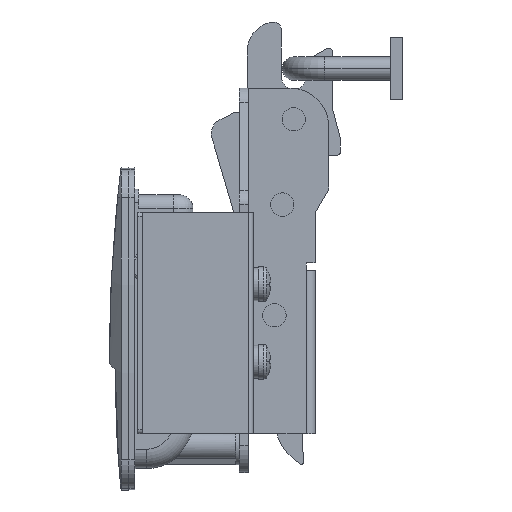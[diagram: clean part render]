
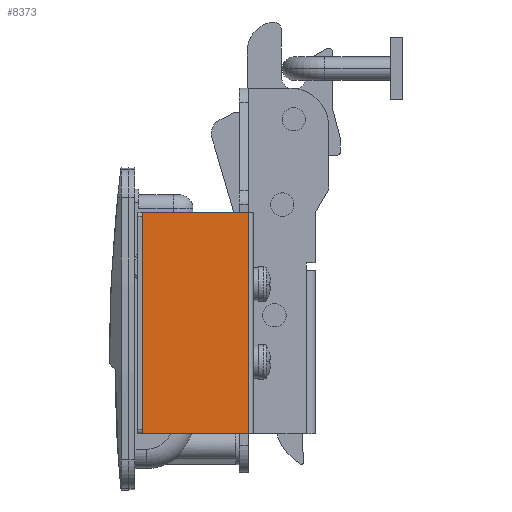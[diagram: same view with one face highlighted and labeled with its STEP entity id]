
A CAD part, left-side view. The second image highlights one B-rep face of the part: STEP entity #8373.
In plain terms, the highlighted face is planar.
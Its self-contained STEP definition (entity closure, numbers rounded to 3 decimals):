
#116 = DIRECTION ( 'NONE',  ( 1., 0., 0. ) ) ;
#1280 = VECTOR ( 'NONE', #12615, 1000. ) ;
#2130 = LINE ( 'NONE', #21766, #1280 ) ;
#3091 = VECTOR ( 'NONE', #21375, 1000. ) ;
#6374 = VECTOR ( 'NONE', #16333, 1000. ) ;
#6620 = CARTESIAN_POINT ( 'NONE',  ( 18.2, 28.5, 28.5 ) ) ;
#6970 = CARTESIAN_POINT ( 'NONE',  ( 18.2, 0., -28.5 ) ) ;
#7269 = CARTESIAN_POINT ( 'NONE',  ( 18.2, 0., 28.5 ) ) ;
#7325 = EDGE_LOOP ( 'NONE', ( #16595, #7731, #11935, #20422 ) ) ;
#7344 = PLANE ( 'NONE',  #8012 ) ;
#7731 = ORIENTED_EDGE ( 'NONE', *, *, #15963, .T. ) ;
#7829 = CARTESIAN_POINT ( 'NONE',  ( 18.2, 28.5, 28.5 ) ) ;
#8012 = AXIS2_PLACEMENT_3D ( 'NONE', #7269, #116, #14552 ) ;
#8373 = ADVANCED_FACE ( 'NONE', ( #14247 ), #7344, .T. ) ;
#8631 = LINE ( 'NONE', #21537, #6374 ) ;
#11284 = LINE ( 'NONE', #7829, #20535 ) ;
#11935 = ORIENTED_EDGE ( 'NONE', *, *, #20644, .F. ) ;
#12615 = DIRECTION ( 'NONE',  ( 0., 0., -1. ) ) ;
#13701 = EDGE_CURVE ( 'NONE', #14184, #13852, #11284, .T. ) ;
#13852 = VERTEX_POINT ( 'NONE', #18728 ) ;
#14184 = VERTEX_POINT ( 'NONE', #6620 ) ;
#14247 = FACE_OUTER_BOUND ( 'NONE', #7325, .T. ) ;
#14552 = DIRECTION ( 'NONE',  ( 0., 0., -1. ) ) ;
#15138 = EDGE_CURVE ( 'NONE', #14184, #19357, #8631, .T. ) ;
#15444 = LINE ( 'NONE', #6970, #3091 ) ;
#15963 = EDGE_CURVE ( 'NONE', #19357, #18291, #2130, .T. ) ;
#16333 = DIRECTION ( 'NONE',  ( 0., -1., 0. ) ) ;
#16595 = ORIENTED_EDGE ( 'NONE', *, *, #15138, .T. ) ;
#18291 = VERTEX_POINT ( 'NONE', #22129 ) ;
#18352 = DIRECTION ( 'NONE',  ( 0., 0., -1. ) ) ;
#18728 = CARTESIAN_POINT ( 'NONE',  ( 18.2, 28.5, -28.5 ) ) ;
#19357 = VERTEX_POINT ( 'NONE', #22243 ) ;
#20422 = ORIENTED_EDGE ( 'NONE', *, *, #13701, .F. ) ;
#20535 = VECTOR ( 'NONE', #18352, 1000. ) ;
#20644 = EDGE_CURVE ( 'NONE', #13852, #18291, #15444, .T. ) ;
#21375 = DIRECTION ( 'NONE',  ( 0., -1., 0. ) ) ;
#21537 = CARTESIAN_POINT ( 'NONE',  ( 18.2, 0., 28.5 ) ) ;
#21766 = CARTESIAN_POINT ( 'NONE',  ( 18.2, 1.2, 28.5 ) ) ;
#22129 = CARTESIAN_POINT ( 'NONE',  ( 18.2, 1.2, -28.5 ) ) ;
#22243 = CARTESIAN_POINT ( 'NONE',  ( 18.2, 1.2, 28.5 ) ) ;
